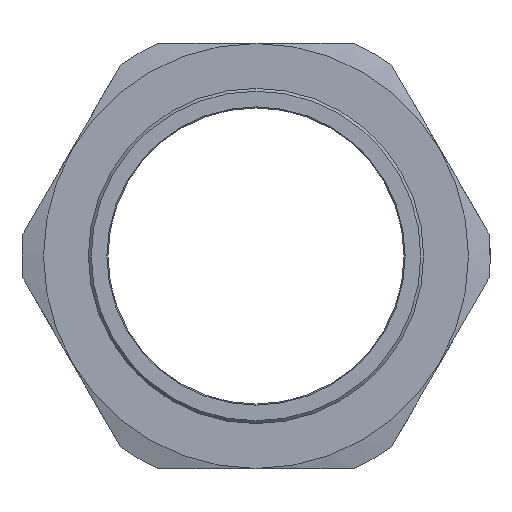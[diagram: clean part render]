
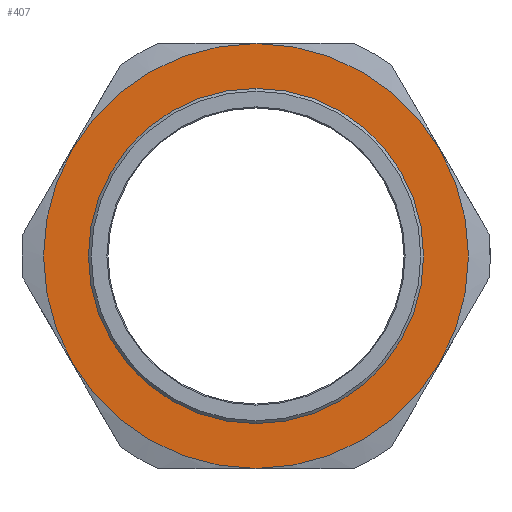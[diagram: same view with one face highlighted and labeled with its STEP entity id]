
A CAD part, left-side view. The second image highlights one B-rep face of the part: STEP entity #407.
In plain terms, the highlighted planar face has unit normal (-1, 0, 0).
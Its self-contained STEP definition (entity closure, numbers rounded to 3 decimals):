
#407 = ADVANCED_FACE ( 'NONE', ( #428, #12629 ), #6211, .F. ) ;
#428 = FACE_OUTER_BOUND ( 'NONE', #5123, .T. ) ;
#720 = CARTESIAN_POINT ( 'NONE',  ( 24., 0., -63.365 ) ) ;
#839 = CARTESIAN_POINT ( 'NONE',  ( 24., 0., 0. ) ) ;
#1129 = DIRECTION ( 'NONE',  ( -1., 0., 0. ) ) ;
#1430 = AXIS2_PLACEMENT_3D ( 'NONE', #6524, #12137, #12239 ) ;
#2130 = EDGE_CURVE ( 'NONE', #3315, #5185, #4935, .T. ) ;
#2866 = CARTESIAN_POINT ( 'NONE',  ( 24., 0., 45. ) ) ;
#3077 = CARTESIAN_POINT ( 'NONE',  ( 24., 0., 57.05 ) ) ;
#3315 = VERTEX_POINT ( 'NONE', #3077 ) ;
#4935 = CIRCLE ( 'NONE', #1430, 57.05 ) ;
#5101 = AXIS2_PLACEMENT_3D ( 'NONE', #9214, #13723, #12749 ) ;
#5123 = EDGE_LOOP ( 'NONE', ( #5786, #9777 ) ) ;
#5185 = VERTEX_POINT ( 'NONE', #6557 ) ;
#5310 = DIRECTION ( 'NONE',  ( 1., 0., 0. ) ) ;
#5416 = AXIS2_PLACEMENT_3D ( 'NONE', #10087, #1129, #11350 ) ;
#5786 = ORIENTED_EDGE ( 'NONE', *, *, #9921, .F. ) ;
#6211 = PLANE ( 'NONE',  #10311 ) ;
#6313 = DIRECTION ( 'NONE',  ( 1., 0., 0. ) ) ;
#6524 = CARTESIAN_POINT ( 'NONE',  ( 24., 0., 0. ) ) ;
#6557 = CARTESIAN_POINT ( 'NONE',  ( 24., 0., -57.05 ) ) ;
#7011 = ORIENTED_EDGE ( 'NONE', *, *, #8862, .F. ) ;
#7343 = DIRECTION ( 'NONE',  ( 0., 0., -1. ) ) ;
#7514 = AXIS2_PLACEMENT_3D ( 'NONE', #839, #5310, #13196 ) ;
#8054 = CIRCLE ( 'NONE', #5101, 45. ) ;
#8862 = EDGE_CURVE ( 'NONE', #13294, #12832, #14513, .T. ) ;
#9214 = CARTESIAN_POINT ( 'NONE',  ( 24., 0., 0. ) ) ;
#9777 = ORIENTED_EDGE ( 'NONE', *, *, #2130, .F. ) ;
#9921 = EDGE_CURVE ( 'NONE', #5185, #3315, #11127, .T. ) ;
#10087 = CARTESIAN_POINT ( 'NONE',  ( 24., 0., 0. ) ) ;
#10311 = AXIS2_PLACEMENT_3D ( 'NONE', #720, #6313, #7343 ) ;
#10605 = EDGE_LOOP ( 'NONE', ( #7011, #14472 ) ) ;
#11127 = CIRCLE ( 'NONE', #7514, 57.05 ) ;
#11350 = DIRECTION ( 'NONE',  ( 0., 0., 1. ) ) ;
#12137 = DIRECTION ( 'NONE',  ( 1., 0., 0. ) ) ;
#12239 = DIRECTION ( 'NONE',  ( 0., 0., -1. ) ) ;
#12629 = FACE_BOUND ( 'NONE', #10605, .T. ) ;
#12749 = DIRECTION ( 'NONE',  ( 0., 0., 1. ) ) ;
#12812 = CARTESIAN_POINT ( 'NONE',  ( 24., 0., -45. ) ) ;
#12832 = VERTEX_POINT ( 'NONE', #2866 ) ;
#13196 = DIRECTION ( 'NONE',  ( 0., 0., -1. ) ) ;
#13294 = VERTEX_POINT ( 'NONE', #12812 ) ;
#13723 = DIRECTION ( 'NONE',  ( -1., 0., 0. ) ) ;
#13791 = EDGE_CURVE ( 'NONE', #12832, #13294, #8054, .T. ) ;
#14472 = ORIENTED_EDGE ( 'NONE', *, *, #13791, .F. ) ;
#14513 = CIRCLE ( 'NONE', #5416, 45. ) ;
